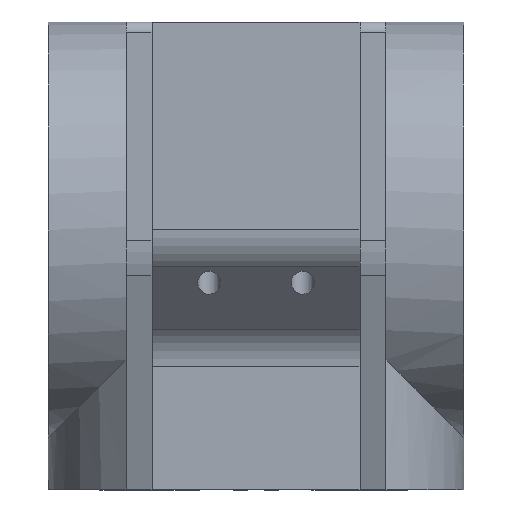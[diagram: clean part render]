
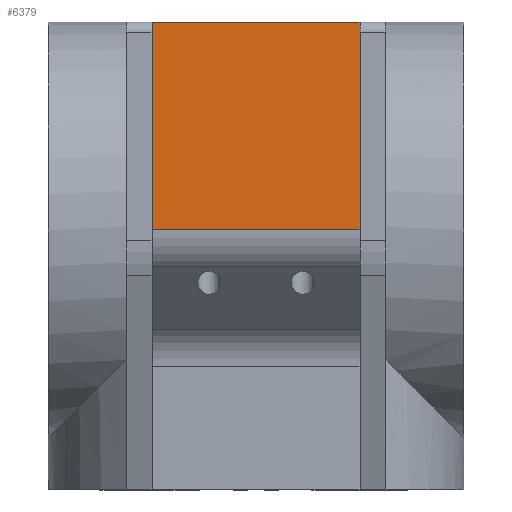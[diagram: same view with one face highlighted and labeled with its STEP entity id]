
A CAD part, front view. The second image highlights one B-rep face of the part: STEP entity #6379.
In plain terms, the highlighted planar face has unit normal (0, -1, 0).
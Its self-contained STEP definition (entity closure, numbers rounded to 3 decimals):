
#404 = PLANE('',#405);
#405 = AXIS2_PLACEMENT_3D('',#406,#407,#408);
#406 = CARTESIAN_POINT('',(-12.5,0.,20.));
#407 = DIRECTION('',(0.,0.,-1.));
#408 = DIRECTION('',(0.,-1.,0.));
#1828 = VERTEX_POINT('',#1829);
#1829 = CARTESIAN_POINT('',(10.,-20.,20.));
#1843 = PLANE('',#1844);
#1844 = AXIS2_PLACEMENT_3D('',#1845,#1846,#1847);
#1845 = CARTESIAN_POINT('',(10.,-11.,-13.142));
#1846 = DIRECTION('',(1.,0.,0.));
#1847 = DIRECTION('',(0.,0.,1.));
#1855 = EDGE_CURVE('',#1856,#1828,#1858,.T.);
#1856 = VERTEX_POINT('',#1857);
#1857 = CARTESIAN_POINT('',(-10.,-20.,20.));
#1858 = SURFACE_CURVE('',#1859,(#1863,#1870),.PCURVE_S1.);
#1859 = LINE('',#1860,#1861);
#1860 = CARTESIAN_POINT('',(-10.,-20.,20.));
#1861 = VECTOR('',#1862,1.);
#1862 = DIRECTION('',(1.,0.,0.));
#1863 = PCURVE('',#404,#1864);
#1864 = DEFINITIONAL_REPRESENTATION('',(#1865),#1869);
#1865 = LINE('',#1866,#1867);
#1866 = CARTESIAN_POINT('',(20.,-2.5));
#1867 = VECTOR('',#1868,1.);
#1868 = DIRECTION('',(0.,-1.));
#1869 = ( GEOMETRIC_REPRESENTATION_CONTEXT(2) 
PARAMETRIC_REPRESENTATION_CONTEXT() REPRESENTATION_CONTEXT('2D SPACE',''
  ) );
#1870 = PCURVE('',#1871,#1876);
#1871 = PLANE('',#1872);
#1872 = AXIS2_PLACEMENT_3D('',#1873,#1874,#1875);
#1873 = CARTESIAN_POINT('',(-10.,-20.,20.));
#1874 = DIRECTION('',(0.,1.,0.));
#1875 = DIRECTION('',(0.,0.,-1.));
#1876 = DEFINITIONAL_REPRESENTATION('',(#1877),#1881);
#1877 = LINE('',#1878,#1879);
#1878 = CARTESIAN_POINT('',(0.,0.));
#1879 = VECTOR('',#1880,1.);
#1880 = DIRECTION('',(0.,-1.));
#1881 = ( GEOMETRIC_REPRESENTATION_CONTEXT(2) 
PARAMETRIC_REPRESENTATION_CONTEXT() REPRESENTATION_CONTEXT('2D SPACE',''
  ) );
#1899 = PLANE('',#1900);
#1900 = AXIS2_PLACEMENT_3D('',#1901,#1902,#1903);
#1901 = CARTESIAN_POINT('',(-10.,-11.,-13.142));
#1902 = DIRECTION('',(1.,0.,0.));
#1903 = DIRECTION('',(0.,0.,1.));
#6210 = VERTEX_POINT('',#6211);
#6211 = CARTESIAN_POINT('',(-10.,-20.,0.));
#6226 = CYLINDRICAL_SURFACE('',#6227,5.);
#6227 = AXIS2_PLACEMENT_3D('',#6228,#6229,#6230);
#6228 = CARTESIAN_POINT('',(-10.,-15.,0.));
#6229 = DIRECTION('',(-1.,0.,0.));
#6230 = DIRECTION('',(0.,1.,0.));
#6238 = EDGE_CURVE('',#1856,#6210,#6239,.T.);
#6239 = SURFACE_CURVE('',#6240,(#6244,#6251),.PCURVE_S1.);
#6240 = LINE('',#6241,#6242);
#6241 = CARTESIAN_POINT('',(-10.,-20.,20.));
#6242 = VECTOR('',#6243,1.);
#6243 = DIRECTION('',(0.,0.,-1.));
#6244 = PCURVE('',#1899,#6245);
#6245 = DEFINITIONAL_REPRESENTATION('',(#6246),#6250);
#6246 = LINE('',#6247,#6248);
#6247 = CARTESIAN_POINT('',(33.142,9.));
#6248 = VECTOR('',#6249,1.);
#6249 = DIRECTION('',(-1.,0.));
#6250 = ( GEOMETRIC_REPRESENTATION_CONTEXT(2) 
PARAMETRIC_REPRESENTATION_CONTEXT() REPRESENTATION_CONTEXT('2D SPACE',''
  ) );
#6251 = PCURVE('',#1871,#6252);
#6252 = DEFINITIONAL_REPRESENTATION('',(#6253),#6257);
#6253 = LINE('',#6254,#6255);
#6254 = CARTESIAN_POINT('',(0.,0.));
#6255 = VECTOR('',#6256,1.);
#6256 = DIRECTION('',(1.,0.));
#6257 = ( GEOMETRIC_REPRESENTATION_CONTEXT(2) 
PARAMETRIC_REPRESENTATION_CONTEXT() REPRESENTATION_CONTEXT('2D SPACE',''
  ) );
#6379 = ADVANCED_FACE('',(#6380),#1871,.F.);
#6380 = FACE_BOUND('',#6381,.F.);
#6381 = EDGE_LOOP('',(#6382,#6383,#6406,#6427));
#6382 = ORIENTED_EDGE('',*,*,#1855,.T.);
#6383 = ORIENTED_EDGE('',*,*,#6384,.T.);
#6384 = EDGE_CURVE('',#1828,#6385,#6387,.T.);
#6385 = VERTEX_POINT('',#6386);
#6386 = CARTESIAN_POINT('',(10.,-20.,0.));
#6387 = SURFACE_CURVE('',#6388,(#6392,#6399),.PCURVE_S1.);
#6388 = LINE('',#6389,#6390);
#6389 = CARTESIAN_POINT('',(10.,-20.,20.));
#6390 = VECTOR('',#6391,1.);
#6391 = DIRECTION('',(0.,0.,-1.));
#6392 = PCURVE('',#1871,#6393);
#6393 = DEFINITIONAL_REPRESENTATION('',(#6394),#6398);
#6394 = LINE('',#6395,#6396);
#6395 = CARTESIAN_POINT('',(0.,-20.));
#6396 = VECTOR('',#6397,1.);
#6397 = DIRECTION('',(1.,0.));
#6398 = ( GEOMETRIC_REPRESENTATION_CONTEXT(2) 
PARAMETRIC_REPRESENTATION_CONTEXT() REPRESENTATION_CONTEXT('2D SPACE',''
  ) );
#6399 = PCURVE('',#1843,#6400);
#6400 = DEFINITIONAL_REPRESENTATION('',(#6401),#6405);
#6401 = LINE('',#6402,#6403);
#6402 = CARTESIAN_POINT('',(33.142,9.));
#6403 = VECTOR('',#6404,1.);
#6404 = DIRECTION('',(-1.,0.));
#6405 = ( GEOMETRIC_REPRESENTATION_CONTEXT(2) 
PARAMETRIC_REPRESENTATION_CONTEXT() REPRESENTATION_CONTEXT('2D SPACE',''
  ) );
#6406 = ORIENTED_EDGE('',*,*,#6407,.F.);
#6407 = EDGE_CURVE('',#6210,#6385,#6408,.T.);
#6408 = SURFACE_CURVE('',#6409,(#6413,#6420),.PCURVE_S1.);
#6409 = LINE('',#6410,#6411);
#6410 = CARTESIAN_POINT('',(-10.,-20.,0.));
#6411 = VECTOR('',#6412,1.);
#6412 = DIRECTION('',(1.,0.,0.));
#6413 = PCURVE('',#1871,#6414);
#6414 = DEFINITIONAL_REPRESENTATION('',(#6415),#6419);
#6415 = LINE('',#6416,#6417);
#6416 = CARTESIAN_POINT('',(20.,0.));
#6417 = VECTOR('',#6418,1.);
#6418 = DIRECTION('',(0.,-1.));
#6419 = ( GEOMETRIC_REPRESENTATION_CONTEXT(2) 
PARAMETRIC_REPRESENTATION_CONTEXT() REPRESENTATION_CONTEXT('2D SPACE',''
  ) );
#6420 = PCURVE('',#6226,#6421);
#6421 = DEFINITIONAL_REPRESENTATION('',(#6422),#6426);
#6422 = LINE('',#6423,#6424);
#6423 = CARTESIAN_POINT('',(-3.142,0.));
#6424 = VECTOR('',#6425,1.);
#6425 = DIRECTION('',(0.,-1.));
#6426 = ( GEOMETRIC_REPRESENTATION_CONTEXT(2) 
PARAMETRIC_REPRESENTATION_CONTEXT() REPRESENTATION_CONTEXT('2D SPACE',''
  ) );
#6427 = ORIENTED_EDGE('',*,*,#6238,.F.);
